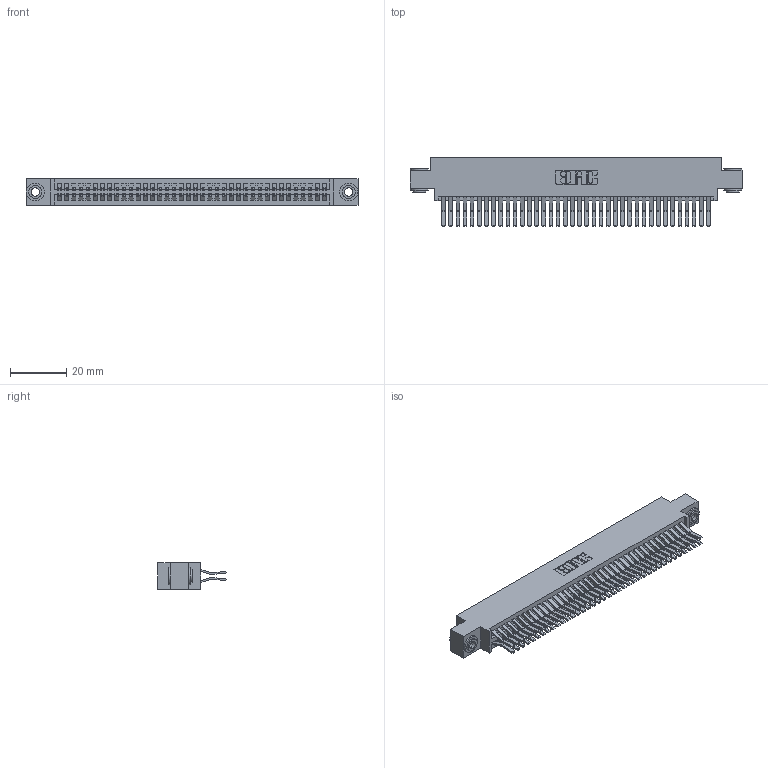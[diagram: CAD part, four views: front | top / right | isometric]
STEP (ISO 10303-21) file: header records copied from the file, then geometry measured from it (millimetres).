
FILE_DESCRIPTION (( 'STEP AP203' ), '1' );
FILE_NAME ('345-076-560-803.STEP', '2018-10-02T18:48:52', ( '' ), ( '' ), 'SwSTEP 2.0', 'SolidWorks 2016', '' );
FILE_SCHEMA (( 'CONFIG_CONTROL_DESIGN' ));
Length unit declared in the file: inch
Products named in the file (4): 345 Part_0.170 Offset - 0.156 Dia-TH; 345-076-560-803; 345-292-001_560 Tail; 345-250-002_345-250-002-102
Assembly tree (79 placements, depth 2):
  345-076-560-803
    345 Part_0.170 Offset - 0.156 Dia-TH
    345-292-001_560 Tail  x76
    345-250-002_345-250-002-102  x2
Bounding box: 117.73 x 24.45 x 9.4 mm (x, y, z)
Volume: 11803.3 mm3; surface area: 18999.4 mm2
Topology: 79 solids, 79 shells, 4120 faces, 12209 edges, 8034 vertices
Faces by surface type: plane 2602, cylinder 1510, cone 8
Entity records: 31224 total; most frequent: CARTESIAN_POINT 5215, ORIENTED_EDGE 5142, DIRECTION 4637, EDGE_CURVE 2571, LINE 2259, VECTOR 2259, VERTEX_POINT 1710, AXIS2_PLACEMENT_3D 1189
